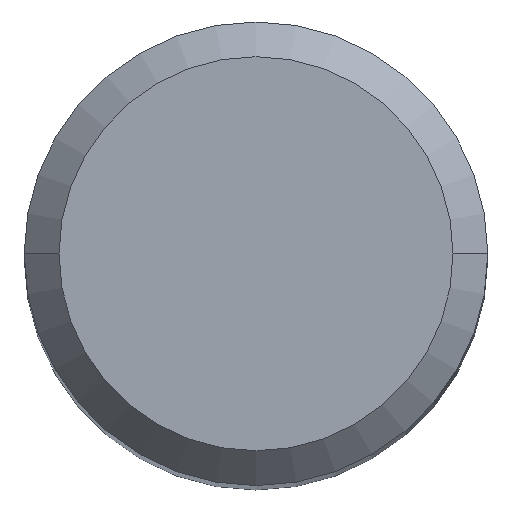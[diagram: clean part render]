
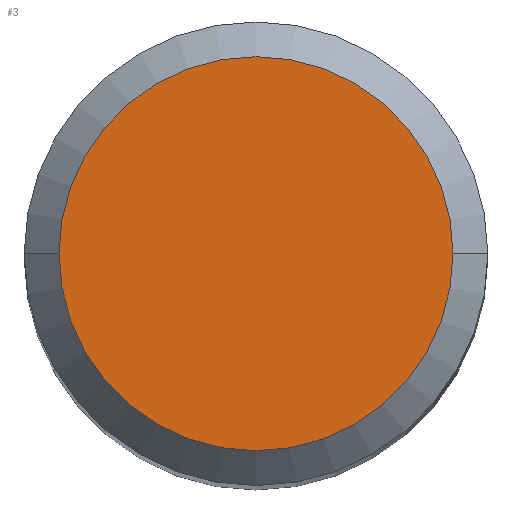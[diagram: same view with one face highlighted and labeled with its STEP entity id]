
A CAD part, top view. The second image highlights one B-rep face of the part: STEP entity #3.
In plain terms, the highlighted planar face has unit normal (0, 0, 1).
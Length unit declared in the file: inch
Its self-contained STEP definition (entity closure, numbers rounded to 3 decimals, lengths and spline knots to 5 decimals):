
#3 = ADVANCED_FACE ( 'NONE', ( #116 ), #122, .F. ) ;
#26 = CIRCLE ( 'NONE', #163, 0.13281 ) ;
#32 = VERTEX_POINT ( 'NONE', #345 ) ;
#47 = ORIENTED_EDGE ( 'NONE', *, *, #140, .T. ) ;
#79 = EDGE_LOOP ( 'NONE', ( #47, #120 ) ) ;
#96 = DIRECTION ( 'NONE',  ( 0., 0., 1. ) ) ;
#116 = FACE_OUTER_BOUND ( 'NONE', #79, .T. ) ;
#120 = ORIENTED_EDGE ( 'NONE', *, *, #352, .T. ) ;
#122 = PLANE ( 'NONE',  #353 ) ;
#140 = EDGE_CURVE ( 'NONE', #379, #32, #26, .T. ) ;
#163 = AXIS2_PLACEMENT_3D ( 'NONE', #172, #476, #258 ) ;
#172 = CARTESIAN_POINT ( 'NONE',  ( 0., 0., 0. ) ) ;
#212 = CARTESIAN_POINT ( 'NONE',  ( 0., 0., 0. ) ) ;
#230 = DIRECTION ( 'NONE',  ( -1., 0., 0. ) ) ;
#244 = CIRCLE ( 'NONE', #261, 0.13281 ) ;
#258 = DIRECTION ( 'NONE',  ( 1., 0., 0. ) ) ;
#261 = AXIS2_PLACEMENT_3D ( 'NONE', #212, #96, #336 ) ;
#271 = CARTESIAN_POINT ( 'NONE',  ( 0., 0., 0. ) ) ;
#336 = DIRECTION ( 'NONE',  ( 1., 0., 0. ) ) ;
#345 = CARTESIAN_POINT ( 'NONE',  ( 0.13281, 0., 0. ) ) ;
#352 = EDGE_CURVE ( 'NONE', #32, #379, #244, .T. ) ;
#353 = AXIS2_PLACEMENT_3D ( 'NONE', #271, #422, #230 ) ;
#379 = VERTEX_POINT ( 'NONE', #447 ) ;
#422 = DIRECTION ( 'NONE',  ( 0., 0., -1. ) ) ;
#447 = CARTESIAN_POINT ( 'NONE',  ( -0.13281, 0., 0. ) ) ;
#476 = DIRECTION ( 'NONE',  ( 0., 0., 1. ) ) ;
